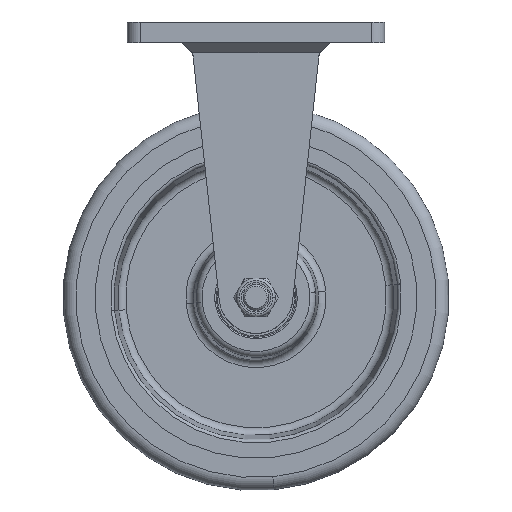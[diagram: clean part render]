
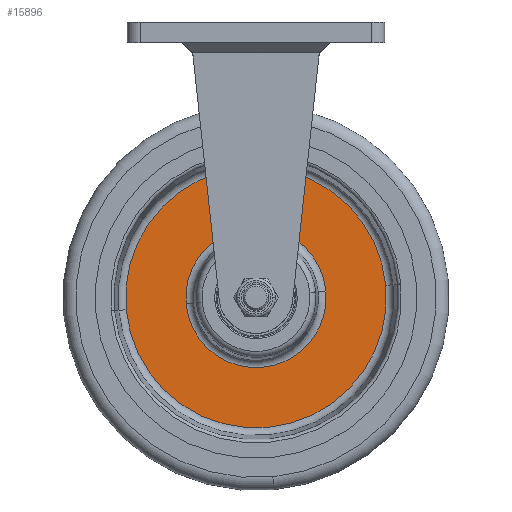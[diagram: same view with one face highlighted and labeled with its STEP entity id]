
A CAD part, top view. The second image highlights one B-rep face of the part: STEP entity #15896.
In plain terms, the highlighted planar face has unit normal (0, 0, 1).
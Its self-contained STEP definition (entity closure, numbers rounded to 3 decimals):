
#1156 = ORIENTED_EDGE ( 'NONE', *, *, #18444, .T. ) ;
#1583 = DIRECTION ( 'NONE',  ( 0., 0., 1. ) ) ;
#2171 = ORIENTED_EDGE ( 'NONE', *, *, #3439, .F. ) ;
#2978 = VERTEX_POINT ( 'NONE', #26219 ) ;
#3401 = EDGE_LOOP ( 'NONE', ( #9987, #1156 ) ) ;
#3439 = EDGE_CURVE ( 'NONE', #10634, #23738, #6141, .T. ) ;
#4611 = DIRECTION ( 'NONE',  ( -0.996, -0.093, 0. ) ) ;
#6141 = CIRCLE ( 'NONE', #32452, 101.292 ) ;
#8925 = CARTESIAN_POINT ( 'NONE',  ( 0., -214., 5.968 ) ) ;
#9497 = DIRECTION ( 'NONE',  ( 0.996, 0.093, 0. ) ) ;
#9585 = EDGE_CURVE ( 'NONE', #2978, #14037, #9917, .T. ) ;
#9917 = CIRCLE ( 'NONE', #13244, 54.481 ) ;
#9987 = ORIENTED_EDGE ( 'NONE', *, *, #9585, .T. ) ;
#10634 = VERTEX_POINT ( 'NONE', #13860 ) ;
#11022 = DIRECTION ( 'NONE',  ( 0., 0., -1. ) ) ;
#11688 = PLANE ( 'NONE',  #30936 ) ;
#13191 = AXIS2_PLACEMENT_3D ( 'NONE', #22586, #14575, #19828 ) ;
#13244 = AXIS2_PLACEMENT_3D ( 'NONE', #8925, #21914, #29808 ) ;
#13860 = CARTESIAN_POINT ( 'NONE',  ( -100.849, -223.466, 5.968 ) ) ;
#13900 = CIRCLE ( 'NONE', #14457, 101.292 ) ;
#14037 = VERTEX_POINT ( 'NONE', #28055 ) ;
#14457 = AXIS2_PLACEMENT_3D ( 'NONE', #26986, #11022, #32386 ) ;
#14575 = DIRECTION ( 'NONE',  ( 0., 0., -1. ) ) ;
#15734 = CARTESIAN_POINT ( 'NONE',  ( 100.849, -204.534, 5.968 ) ) ;
#15896 = ADVANCED_FACE ( 'NONE', ( #31817, #33488 ), #11688, .T. ) ;
#18444 = EDGE_CURVE ( 'NONE', #14037, #2978, #23496, .T. ) ;
#18648 = ORIENTED_EDGE ( 'NONE', *, *, #22540, .F. ) ;
#19828 = DIRECTION ( 'NONE',  ( -0.996, -0.093, 0. ) ) ;
#21914 = DIRECTION ( 'NONE',  ( 0., 0., -1. ) ) ;
#22540 = EDGE_CURVE ( 'NONE', #23738, #10634, #13900, .T. ) ;
#22586 = CARTESIAN_POINT ( 'NONE',  ( 0., -214., 5.968 ) ) ;
#23228 = CARTESIAN_POINT ( 'NONE',  ( 0., -214., 5.968 ) ) ;
#23496 = CIRCLE ( 'NONE', #13191, 54.481 ) ;
#23738 = VERTEX_POINT ( 'NONE', #15734 ) ;
#23752 = EDGE_LOOP ( 'NONE', ( #2171, #18648 ) ) ;
#26219 = CARTESIAN_POINT ( 'NONE',  ( -54.242, -219.092, 5.968 ) ) ;
#26986 = CARTESIAN_POINT ( 'NONE',  ( 0., -214., 5.968 ) ) ;
#28055 = CARTESIAN_POINT ( 'NONE',  ( 54.242, -208.908, 5.968 ) ) ;
#29808 = DIRECTION ( 'NONE',  ( -0.996, -0.093, 0. ) ) ;
#29820 = CARTESIAN_POINT ( 'NONE',  ( -27.075, -216.542, 5.968 ) ) ;
#30936 = AXIS2_PLACEMENT_3D ( 'NONE', #29820, #1583, #9497 ) ;
#31032 = DIRECTION ( 'NONE',  ( 0., 0., -1. ) ) ;
#31817 = FACE_BOUND ( 'NONE', #3401, .T. ) ;
#32386 = DIRECTION ( 'NONE',  ( -0.996, -0.093, 0. ) ) ;
#32452 = AXIS2_PLACEMENT_3D ( 'NONE', #23228, #31032, #4611 ) ;
#33488 = FACE_OUTER_BOUND ( 'NONE', #23752, .T. ) ;
